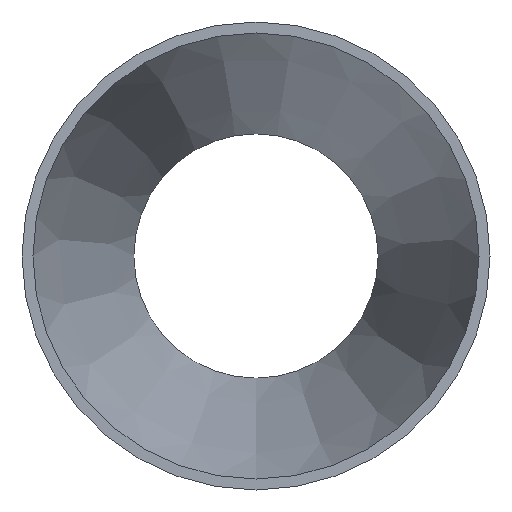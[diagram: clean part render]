
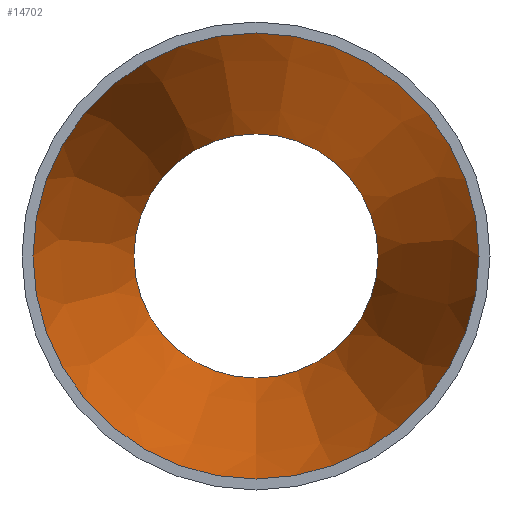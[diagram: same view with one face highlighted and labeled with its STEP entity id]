
A CAD part, front view. The second image highlights one B-rep face of the part: STEP entity #14702.
In plain terms, the highlighted conical face has half-angle 13.847 degrees and reference radius 54.472 mm.
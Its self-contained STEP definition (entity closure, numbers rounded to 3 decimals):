
#1199 = EDGE_CURVE ( 'NONE', #13164, #13164, #15403, .T. ) ;
#1503 = FACE_BOUND ( 'NONE', #18624, .T. ) ;
#2749 = CARTESIAN_POINT ( 'NONE',  ( 0., 0., 0. ) ) ;
#6058 = DIRECTION ( 'NONE',  ( 0., -1., 0. ) ) ;
#6291 = ORIENTED_EDGE ( 'NONE', *, *, #17798, .T. ) ;
#6539 = AXIS2_PLACEMENT_3D ( 'NONE', #24392, #8898, #16699 ) ;
#7321 = DIRECTION ( 'NONE',  ( 0., -1., 0. ) ) ;
#7812 = DIRECTION ( 'NONE',  ( 0., 0., -1. ) ) ;
#8250 = VERTEX_POINT ( 'NONE', #11893 ) ;
#8898 = DIRECTION ( 'NONE',  ( 0., -1., 0. ) ) ;
#9152 = CIRCLE ( 'NONE', #15998, 54.472 ) ;
#9348 = CARTESIAN_POINT ( 'NONE',  ( 0., 0., 0. ) ) ;
#10873 = AXIS2_PLACEMENT_3D ( 'NONE', #9348, #7321, #7812 ) ;
#11893 = CARTESIAN_POINT ( 'NONE',  ( 0., 0., -54.472 ) ) ;
#13164 = VERTEX_POINT ( 'NONE', #17724 ) ;
#13292 = CONICAL_SURFACE ( 'NONE', #10873, 54.472, 0.242 ) ;
#14702 = ADVANCED_FACE ( 'NONE', ( #1503, #21067 ), #13292, .F. ) ;
#15011 = EDGE_LOOP ( 'NONE', ( #6291 ) ) ;
#15403 = CIRCLE ( 'NONE', #6539, 29.822 ) ;
#15998 = AXIS2_PLACEMENT_3D ( 'NONE', #2749, #6058, #21808 ) ;
#16699 = DIRECTION ( 'NONE',  ( 0., 0., -1. ) ) ;
#16705 = ORIENTED_EDGE ( 'NONE', *, *, #1199, .F. ) ;
#17724 = CARTESIAN_POINT ( 'NONE',  ( 0., 100., -29.822 ) ) ;
#17798 = EDGE_CURVE ( 'NONE', #8250, #8250, #9152, .T. ) ;
#18624 = EDGE_LOOP ( 'NONE', ( #16705 ) ) ;
#21067 = FACE_OUTER_BOUND ( 'NONE', #15011, .T. ) ;
#21808 = DIRECTION ( 'NONE',  ( 0., 0., -1. ) ) ;
#24392 = CARTESIAN_POINT ( 'NONE',  ( 0., 100., 0. ) ) ;
